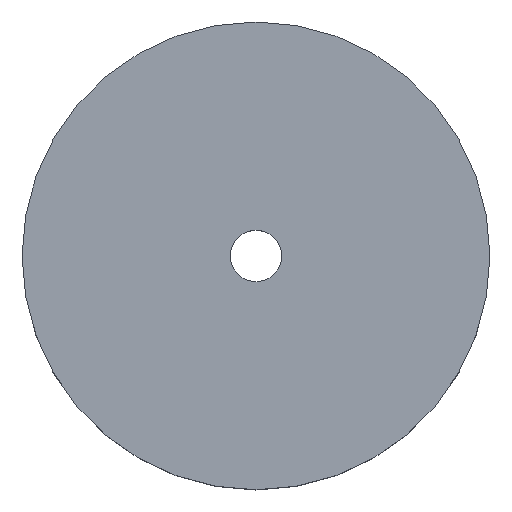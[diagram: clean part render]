
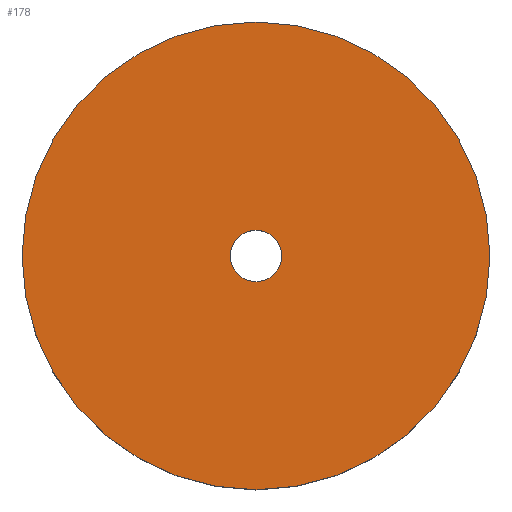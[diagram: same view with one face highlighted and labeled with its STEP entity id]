
A CAD part, top view. The second image highlights one B-rep face of the part: STEP entity #178.
In plain terms, the highlighted planar face has unit normal (0, 0, 1).
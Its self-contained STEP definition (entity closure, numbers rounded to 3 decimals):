
#1 = DIRECTION ( 'NONE',  ( 0., 0., 1. ) ) ;
#12 = CARTESIAN_POINT ( 'NONE',  ( -20., 0., 10. ) ) ;
#14 = CARTESIAN_POINT ( 'NONE',  ( -2.2, 0., 10. ) ) ;
#15 = CARTESIAN_POINT ( 'NONE',  ( 2.2, 0., 10. ) ) ;
#16 = CARTESIAN_POINT ( 'NONE',  ( 20., 0., 10. ) ) ;
#18 = CARTESIAN_POINT ( 'NONE',  ( 0., 0., 10. ) ) ;
#19 = DIRECTION ( 'NONE',  ( 0., 0., 1. ) ) ;
#20 = DIRECTION ( 'NONE',  ( 1., 0., 0. ) ) ;
#28 = DIRECTION ( 'NONE',  ( 1., 0., 0. ) ) ;
#32 = DIRECTION ( 'NONE',  ( 0., 0., 1. ) ) ;
#34 = CARTESIAN_POINT ( 'NONE',  ( 0., 0., 10. ) ) ;
#42 = CARTESIAN_POINT ( 'NONE',  ( 0., 0., 10. ) ) ;
#43 = DIRECTION ( 'NONE',  ( 0., 0., 1. ) ) ;
#44 = DIRECTION ( 'NONE',  ( 1., 0., 0. ) ) ;
#59 = DIRECTION ( 'NONE',  ( 1., 0., 0. ) ) ;
#61 = PLANE ( 'NONE',  #182 ) ;
#63 = CARTESIAN_POINT ( 'NONE',  ( 0., 0., 10. ) ) ;
#65 = DIRECTION ( 'NONE',  ( 0., 0., 1. ) ) ;
#73 = CARTESIAN_POINT ( 'NONE',  ( 0., 0., 10. ) ) ;
#74 = DIRECTION ( 'NONE',  ( 1., 0., 0. ) ) ;
#94 = VERTEX_POINT ( 'NONE', #15 ) ;
#98 = VERTEX_POINT ( 'NONE', #12 ) ;
#100 = EDGE_LOOP ( 'NONE', ( #124, #121 ) ) ;
#103 = EDGE_LOOP ( 'NONE', ( #123, #120 ) ) ;
#120 = ORIENTED_EDGE ( 'NONE', *, *, #171, .F. ) ;
#121 = ORIENTED_EDGE ( 'NONE', *, *, #166, .T. ) ;
#123 = ORIENTED_EDGE ( 'NONE', *, *, #162, .F. ) ;
#124 = ORIENTED_EDGE ( 'NONE', *, *, #176, .T. ) ;
#136 = VERTEX_POINT ( 'NONE', #14 ) ;
#149 = FACE_OUTER_BOUND ( 'NONE', #100, .T. ) ;
#150 = FACE_BOUND ( 'NONE', #103, .T. ) ;
#157 = VERTEX_POINT ( 'NONE', #16 ) ;
#162 = EDGE_CURVE ( 'NONE', #136, #94, #199, .T. ) ;
#166 = EDGE_CURVE ( 'NONE', #157, #98, #192, .T. ) ;
#171 = EDGE_CURVE ( 'NONE', #94, #136, #184, .T. ) ;
#176 = EDGE_CURVE ( 'NONE', #98, #157, #186, .T. ) ;
#178 = ADVANCED_FACE ( 'NONE', ( #149, #150 ), #61, .T. ) ;
#182 = AXIS2_PLACEMENT_3D ( 'NONE', #73, #1, #74 ) ;
#183 = AXIS2_PLACEMENT_3D ( 'NONE', #42, #43, #44 ) ;
#184 = CIRCLE ( 'NONE', #183, 2.2 ) ;
#186 = CIRCLE ( 'NONE', #196, 20. ) ;
#191 = AXIS2_PLACEMENT_3D ( 'NONE', #18, #19, #20 ) ;
#192 = CIRCLE ( 'NONE', #200, 20. ) ;
#196 = AXIS2_PLACEMENT_3D ( 'NONE', #63, #65, #59 ) ;
#199 = CIRCLE ( 'NONE', #191, 2.2 ) ;
#200 = AXIS2_PLACEMENT_3D ( 'NONE', #34, #32, #28 ) ;
